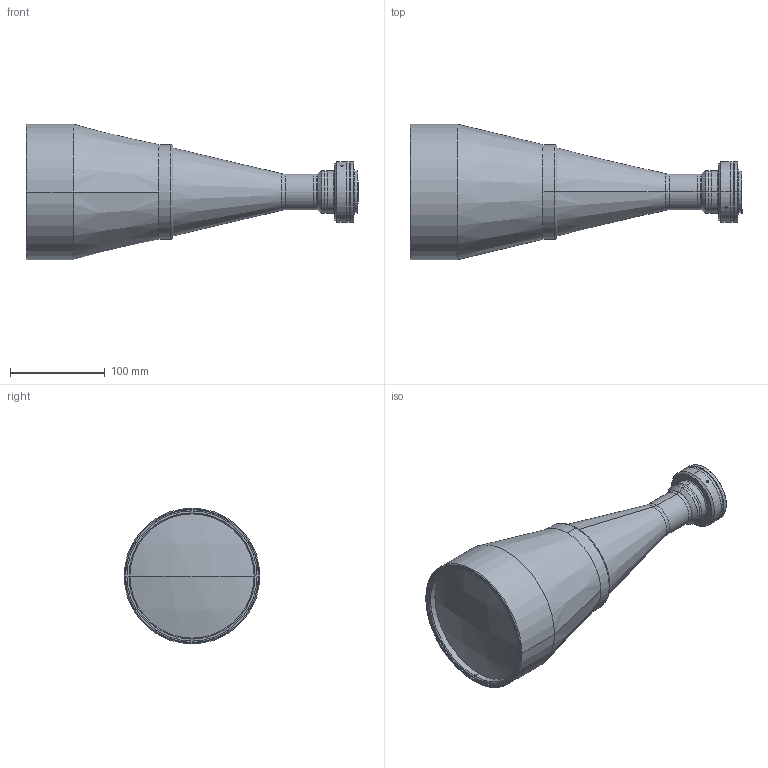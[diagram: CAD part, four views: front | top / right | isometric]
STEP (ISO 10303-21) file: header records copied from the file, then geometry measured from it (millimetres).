
FILE_DESCRIPTION (( 'STEP AP203' ), '1' );
FILE_NAME ('DP32120-A_TC4MHRP096-F.step', '2022-06-13T09:30:16', ( '' ), ( '' ), 'SwSTEP 2.0', 'SolidWorks 2021', '' );
FILE_SCHEMA (( 'CONFIG_CONTROL_DESIGN' ));
Length unit declared in the file: millimetre
Products named in the file (1): DP32120-A_TC4MHRP096-F
Bounding box: 349.97 x 143 x 143 mm (x, y, z)
Surface area: 139236.3 mm2 (no closed solid volume)
Topology: 0 solids, 19 shells, 121 faces, 376 edges, 270 vertices
Faces by surface type: cylinder 53, plane 36, cone 22, torus 6, sphere 4
Entity records: 4488 total; most frequent: CARTESIAN_POINT 974, DIRECTION 803, ORIENTED_EDGE 580, EDGE_CURVE 376, AXIS2_PLACEMENT_3D 331, VERTEX_POINT 270, CIRCLE 209, EDGE_LOOP 148
